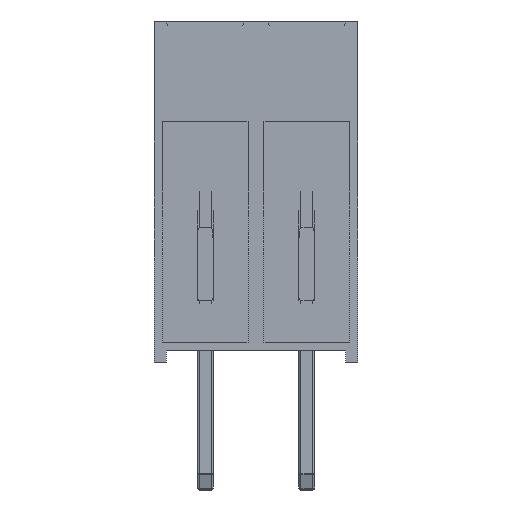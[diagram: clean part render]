
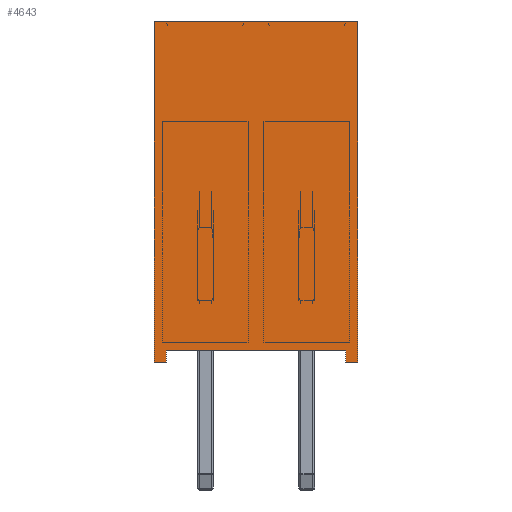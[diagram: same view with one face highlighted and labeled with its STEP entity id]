
A CAD part, left-side view. The second image highlights one B-rep face of the part: STEP entity #4643.
In plain terms, the highlighted planar face has unit normal (-1, 0, 0).
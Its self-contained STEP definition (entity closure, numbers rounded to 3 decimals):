
#670=FACE_OUTER_BOUND('',#960,.T.);
#960=EDGE_LOOP('',(#3020,#3021,#3022,#3023,#3024,#3025,#3026,#3027));
#1282=LINE('',#7237,#1630);
#1283=LINE('',#7240,#1631);
#1285=LINE('',#7244,#1633);
#1286=LINE('',#7246,#1634);
#1287=LINE('',#7248,#1635);
#1288=LINE('',#7250,#1636);
#1289=LINE('',#7252,#1637);
#1290=LINE('',#7253,#1638);
#1630=VECTOR('',#5636,10.);
#1631=VECTOR('',#5639,10.);
#1633=VECTOR('',#5643,10.);
#1634=VECTOR('',#5644,10.);
#1635=VECTOR('',#5645,10.);
#1636=VECTOR('',#5646,10.);
#1637=VECTOR('',#5647,10.);
#1638=VECTOR('',#5648,10.);
#1976=VERTEX_POINT('',#7233);
#1977=VERTEX_POINT('',#7235);
#1978=VERTEX_POINT('',#7239);
#1979=VERTEX_POINT('',#7243);
#1980=VERTEX_POINT('',#7245);
#1981=VERTEX_POINT('',#7247);
#1982=VERTEX_POINT('',#7249);
#1983=VERTEX_POINT('',#7251);
#2354=EDGE_CURVE('',#1976,#1977,#1282,.T.);
#2355=EDGE_CURVE('',#1978,#1976,#1283,.T.);
#2357=EDGE_CURVE('',#1977,#1979,#1285,.T.);
#2358=EDGE_CURVE('',#1979,#1980,#1286,.T.);
#2359=EDGE_CURVE('',#1980,#1981,#1287,.T.);
#2360=EDGE_CURVE('',#1981,#1982,#1288,.T.);
#2361=EDGE_CURVE('',#1983,#1982,#1289,.T.);
#2362=EDGE_CURVE('',#1978,#1983,#1290,.T.);
#3020=ORIENTED_EDGE('',*,*,#2357,.T.);
#3021=ORIENTED_EDGE('',*,*,#2358,.T.);
#3022=ORIENTED_EDGE('',*,*,#2359,.T.);
#3023=ORIENTED_EDGE('',*,*,#2360,.T.);
#3024=ORIENTED_EDGE('',*,*,#2361,.F.);
#3025=ORIENTED_EDGE('',*,*,#2362,.F.);
#3026=ORIENTED_EDGE('',*,*,#2355,.T.);
#3027=ORIENTED_EDGE('',*,*,#2354,.T.);
#4314=PLANE('',#4987);
#4643=ADVANCED_FACE('',(#670),#4314,.T.);
#4987=AXIS2_PLACEMENT_3D('',#7242,#5641,#5642);
#5636=DIRECTION('',(0.,0.,1.));
#5639=DIRECTION('',(0.,-1.,0.));
#5641=DIRECTION('center_axis',(-1.,0.,0.));
#5642=DIRECTION('ref_axis',(0.,-1.,0.));
#5643=DIRECTION('',(0.,-1.,0.));
#5644=DIRECTION('',(0.,0.,-1.));
#5645=DIRECTION('',(0.,-1.,0.));
#5646=DIRECTION('',(0.,0.,1.));
#5647=DIRECTION('',(0.,-1.,0.));
#5648=DIRECTION('',(0.,0.,1.));
#7233=CARTESIAN_POINT('',(-1.27,3.51,0.));
#7235=CARTESIAN_POINT('',(-1.27,3.51,0.3));
#7237=CARTESIAN_POINT('',(-1.27,3.51,0.));
#7239=CARTESIAN_POINT('',(-1.27,3.81,0.));
#7240=CARTESIAN_POINT('',(-1.27,3.81,0.));
#7242=CARTESIAN_POINT('Origin',(-1.27,1.27,0.));
#7243=CARTESIAN_POINT('',(-1.27,-0.97,0.3));
#7244=CARTESIAN_POINT('',(-1.27,1.27,0.3));
#7245=CARTESIAN_POINT('',(-1.27,-0.97,0.));
#7246=CARTESIAN_POINT('',(-1.27,-0.97,0.));
#7247=CARTESIAN_POINT('',(-1.27,-1.27,0.));
#7248=CARTESIAN_POINT('',(-1.27,1.27,0.));
#7249=CARTESIAN_POINT('',(-1.27,-1.27,8.5));
#7250=CARTESIAN_POINT('',(-1.27,-1.27,0.));
#7251=CARTESIAN_POINT('',(-1.27,3.81,8.5));
#7252=CARTESIAN_POINT('',(-1.27,3.81,8.5));
#7253=CARTESIAN_POINT('',(-1.27,3.81,0.));
